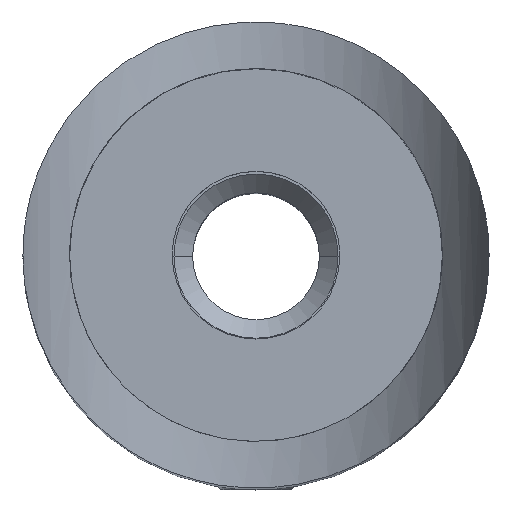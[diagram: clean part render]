
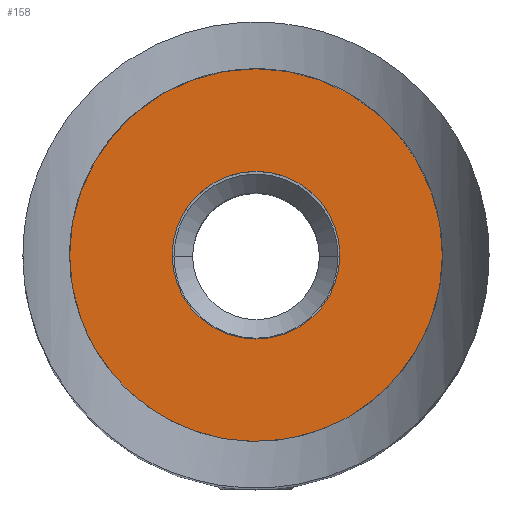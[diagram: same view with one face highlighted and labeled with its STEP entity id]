
A CAD part, top view. The second image highlights one B-rep face of the part: STEP entity #158.
In plain terms, the highlighted planar face has unit normal (0, 0, 1).
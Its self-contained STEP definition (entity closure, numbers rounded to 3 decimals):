
#158 = ADVANCED_FACE ( 'NONE', ( #8818, #1992 ), #3191, .F. ) ;
#1208 = CIRCLE ( 'NONE', #9708, 4.5 ) ;
#1636 = CARTESIAN_POINT ( 'NONE',  ( 0., 0., 0. ) ) ;
#1812 = ORIENTED_EDGE ( 'NONE', *, *, #7403, .T. ) ;
#1991 = AXIS2_PLACEMENT_3D ( 'NONE', #2775, #7442, #10931 ) ;
#1992 = FACE_OUTER_BOUND ( 'NONE', #5429, .T. ) ;
#2775 = CARTESIAN_POINT ( 'NONE',  ( 0., 0., 0. ) ) ;
#3191 = PLANE ( 'NONE',  #5388 ) ;
#3297 = DIRECTION ( 'NONE',  ( 1., 0., 0. ) ) ;
#3518 = CIRCLE ( 'NONE', #6627, 4.5 ) ;
#4001 = CARTESIAN_POINT ( 'NONE',  ( -4.5, 0., 0. ) ) ;
#4361 = CARTESIAN_POINT ( 'NONE',  ( 0., 10., 0. ) ) ;
#4670 = VERTEX_POINT ( 'NONE', #4001 ) ;
#4805 = DIRECTION ( 'NONE',  ( 1., 0., 0. ) ) ;
#5104 = EDGE_CURVE ( 'NONE', #13311, #14430, #10886, .T. ) ;
#5388 = AXIS2_PLACEMENT_3D ( 'NONE', #4361, #7754, #12326 ) ;
#5429 = EDGE_LOOP ( 'NONE', ( #13385, #1812 ) ) ;
#6088 = CARTESIAN_POINT ( 'NONE',  ( 0., 0., 0. ) ) ;
#6133 = ORIENTED_EDGE ( 'NONE', *, *, #9014, .F. ) ;
#6242 = DIRECTION ( 'NONE',  ( 0., 0., 1. ) ) ;
#6367 = CARTESIAN_POINT ( 'NONE',  ( 10., 0., 0. ) ) ;
#6627 = AXIS2_PLACEMENT_3D ( 'NONE', #1636, #6242, #9654 ) ;
#7253 = DIRECTION ( 'NONE',  ( 0., 0., 1. ) ) ;
#7403 = EDGE_CURVE ( 'NONE', #14430, #13311, #14588, .T. ) ;
#7442 = DIRECTION ( 'NONE',  ( 0., 0., 1. ) ) ;
#7754 = DIRECTION ( 'NONE',  ( 0., 0., -1. ) ) ;
#8818 = FACE_BOUND ( 'NONE', #10938, .T. ) ;
#8945 = CARTESIAN_POINT ( 'NONE',  ( 4.5, 0., 0. ) ) ;
#9014 = EDGE_CURVE ( 'NONE', #4670, #13883, #1208, .T. ) ;
#9053 = EDGE_CURVE ( 'NONE', #13883, #4670, #3518, .T. ) ;
#9065 = CARTESIAN_POINT ( 'NONE',  ( 0., 0., 0. ) ) ;
#9654 = DIRECTION ( 'NONE',  ( 1., 0., 0. ) ) ;
#9708 = AXIS2_PLACEMENT_3D ( 'NONE', #6088, #7253, #4805 ) ;
#10183 = DIRECTION ( 'NONE',  ( 0., 0., 1. ) ) ;
#10557 = AXIS2_PLACEMENT_3D ( 'NONE', #9065, #10183, #3297 ) ;
#10886 = CIRCLE ( 'NONE', #1991, 10. ) ;
#10931 = DIRECTION ( 'NONE',  ( 1., 0., 0. ) ) ;
#10938 = EDGE_LOOP ( 'NONE', ( #13945, #6133 ) ) ;
#12326 = DIRECTION ( 'NONE',  ( -1., 0., 0. ) ) ;
#13311 = VERTEX_POINT ( 'NONE', #6367 ) ;
#13385 = ORIENTED_EDGE ( 'NONE', *, *, #5104, .T. ) ;
#13810 = CARTESIAN_POINT ( 'NONE',  ( -10., 0., 0. ) ) ;
#13883 = VERTEX_POINT ( 'NONE', #8945 ) ;
#13945 = ORIENTED_EDGE ( 'NONE', *, *, #9053, .F. ) ;
#14430 = VERTEX_POINT ( 'NONE', #13810 ) ;
#14588 = CIRCLE ( 'NONE', #10557, 10. ) ;
